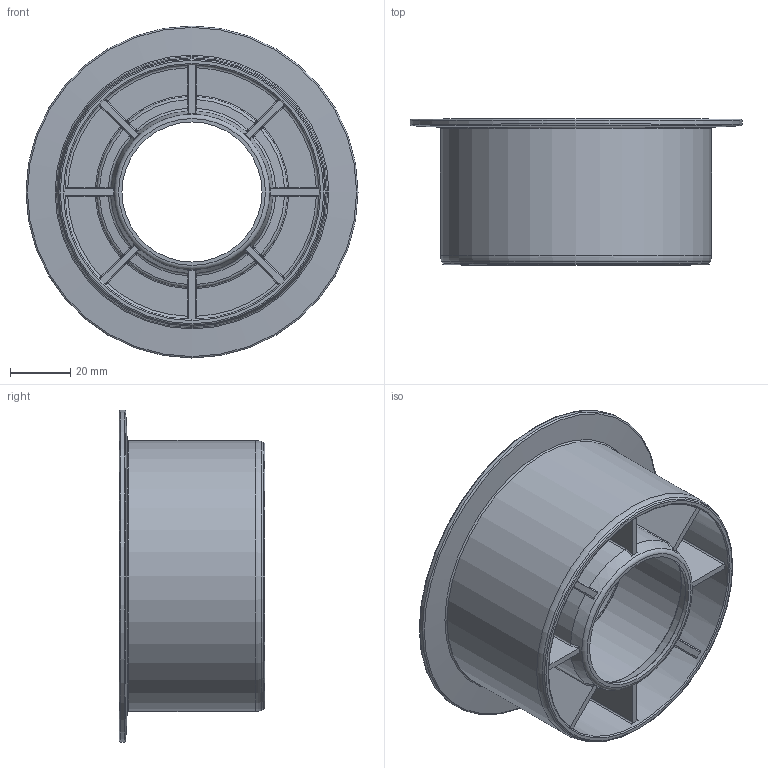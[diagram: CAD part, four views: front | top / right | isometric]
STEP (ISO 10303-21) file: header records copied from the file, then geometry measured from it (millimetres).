
FILE_DESCRIPTION(/* description */ (''),/* implementation_level */ '2;1');
FILE_NAME(/* name */ '175770 HTsafeRI DN_OD 110_50.stp',/* time_stamp */ '2017-03-13T12:05:24+01:00',/* author */ ('user1'),/* organization */ (''),/* preprocessor_version */ 'ST-DEVELOPER v16.1',/* originating_system */ 'Autodesk Inventor 2016',/* authorisation */ '');
FILE_SCHEMA (('AUTOMOTIVE_DESIGN { 1 0 10303 214 3 1 1 }'));
Length unit declared in the file: millimetre
Products named in the file (1): 175770 HTsafeRI DN_OD 110_50
Bounding box: 110.5 x 48.5 x 110.5 mm (x, y, z)
Volume: 74403.5 mm3; surface area: 64016.5 mm2
Topology: 1 solids, 1 shells, 292 faces, 682 edges, 397 vertices
Faces by surface type: cylinder 90, bspline 80, torus 52, plane 39, sphere 16, cone 15
Full cylindrical faces by diameter (mm): 46.6 x1, 50.8 x1, 51.2 x2, 54.8 x1, 60.3 x1, 84.8 x2, 90.2 x1, 110.5 x1
Entity records: 10174 total; most frequent: CARTESIAN_POINT 4075, ORIENTED_EDGE 1286, DIRECTION 1184, EDGE_CURVE 643, AXIS2_PLACEMENT_3D 520, VERTEX_POINT 395, EDGE_LOOP 336, CIRCLE 307
